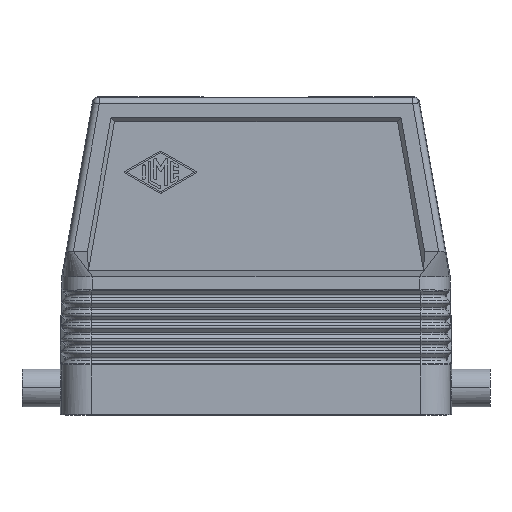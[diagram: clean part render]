
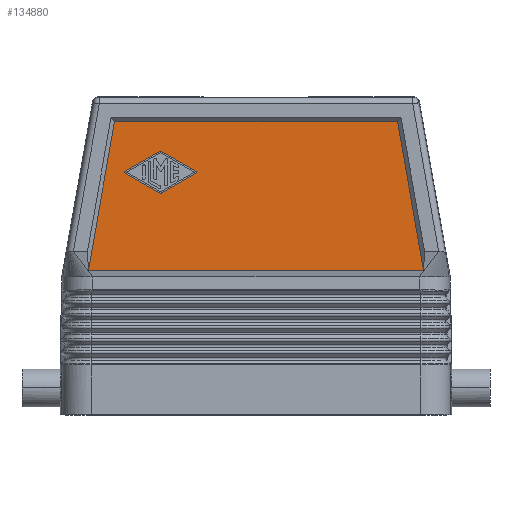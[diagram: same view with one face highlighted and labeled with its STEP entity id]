
A CAD part, left-side view. The second image highlights one B-rep face of the part: STEP entity #134880.
In plain terms, the highlighted planar face has unit normal (-1, 0, 0).
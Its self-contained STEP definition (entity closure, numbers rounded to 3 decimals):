
#34660=CARTESIAN_POINT('',(374.083,39.741,
53.277));
#34670=VERTEX_POINT('',#34660);
#34840=CARTESIAN_POINT('',(374.083,31.324,
58.088));
#34850=VERTEX_POINT('',#34840);
#34880=CARTESIAN_POINT('',(374.083,44.373,
50.63));
#34890=DIRECTION('',(0.,0.868,-0.496));
#34900=VECTOR('',#34890,1.);
#34910=LINE('',#34880,#34900);
#34920=EDGE_CURVE('',#34850,#34670,#34910,.T.);
#59580=CARTESIAN_POINT('',(374.083,31.324,
58.377));
#59590=VERTEX_POINT('',#59580);
#59760=CARTESIAN_POINT('',(374.083,39.741,
63.188));
#59770=VERTEX_POINT('',#59760);
#59800=CARTESIAN_POINT('',(374.083,44.373,
65.836));
#59810=DIRECTION('',(0.,-0.868,-0.496));
#59820=VECTOR('',#59810,1.);
#59830=LINE('',#59800,#59820);
#59840=EDGE_CURVE('',#59770,#59590,#59830,.T.);
#66140=CARTESIAN_POINT('',(374.083,40.072,
63.188));
#66150=VERTEX_POINT('',#66140);
#66320=CARTESIAN_POINT('',(374.083,48.488,
58.377));
#66330=VERTEX_POINT('',#66320);
#66360=CARTESIAN_POINT('',(374.083,44.373,
60.73));
#66370=DIRECTION('',(0.,-0.868,0.496));
#66380=VECTOR('',#66370,1.);
#66390=LINE('',#66360,#66380);
#66400=EDGE_CURVE('',#66330,#66150,#66390,.T.);
#127790=CARTESIAN_POINT('',(374.083,40.072,
53.277));
#127800=VERTEX_POINT('',#127790);
#127850=CARTESIAN_POINT('',(374.083,39.906,
53.566));
#127860=DIRECTION('',(-1.,0.,0.));
#127870=DIRECTION('',(0.,-1.,0.));
#127880=AXIS2_PLACEMENT_3D('',#127850,#127860,#127870);
#127890=CIRCLE('',#127880,0.333);
#127900=EDGE_CURVE('',#127800,#34670,#127890,.T.);
#133540=CARTESIAN_POINT('',(374.083,50.926,
70.233));
#133550=VERTEX_POINT('',#133540);
#133720=CARTESIAN_POINT('',(374.083,-16.613,
70.233));
#133730=VERTEX_POINT('',#133720);
#133760=CARTESIAN_POINT('',(374.083,44.373,
70.233));
#133770=DIRECTION('',(0.,1.,0.));
#133780=VECTOR('',#133770,1.);
#133790=LINE('',#133760,#133780);
#133800=EDGE_CURVE('',#133730,#133550,#133790,.T.);
#134030=CARTESIAN_POINT('',(374.083,-22.843,
34.87));
#134040=VERTEX_POINT('',#134030);
#134070=CARTESIAN_POINT('',(374.083,-26.831,
12.233));
#134080=DIRECTION('',(0.,0.174,0.985));
#134090=VECTOR('',#134080,1.);
#134100=LINE('',#134070,#134090);
#134110=EDGE_CURVE('',#134040,#133730,#134100,.T.);
#134300=CARTESIAN_POINT('',(374.083,-12.317,
48.893));
#134310=DIRECTION('',(1.,0.,0.));
#134320=DIRECTION('',(0.,1.,0.));
#134330=AXIS2_PLACEMENT_3D('',#134300,#134310,#134320);
#134340=PLANE('',#134330);
#134350=CARTESIAN_POINT('',(374.083,31.407,
58.233));
#134360=DIRECTION('',(-1.,0.,0.));
#134370=DIRECTION('',(0.,-1.,0.));
#134380=AXIS2_PLACEMENT_3D('',#134350,#134360,#134370);
#134390=CIRCLE('',#134380,0.167);
#134400=EDGE_CURVE('',#34850,#59590,#134390,.T.);
#134410=ORIENTED_EDGE('',*,*,#134400,.F.);
#134420=ORIENTED_EDGE('',*,*,#59840,.T.);
#134430=CARTESIAN_POINT('',(374.083,39.906,
62.899));
#134440=DIRECTION('',(-1.,0.,0.));
#134450=DIRECTION('',(0.,-1.,0.));
#134460=AXIS2_PLACEMENT_3D('',#134430,#134440,#134450);
#134470=CIRCLE('',#134460,0.333);
#134480=EDGE_CURVE('',#59770,#66150,#134470,.T.);
#134490=ORIENTED_EDGE('',*,*,#134480,.F.);
#134500=ORIENTED_EDGE('',*,*,#66400,.T.);
#134510=CARTESIAN_POINT('',(374.083,48.405,
58.233));
#134520=DIRECTION('',(-1.,0.,0.));
#134530=DIRECTION('',(0.,-1.,0.));
#134540=AXIS2_PLACEMENT_3D('',#134510,#134520,#134530);
#134550=CIRCLE('',#134540,0.167);
#134560=CARTESIAN_POINT('',(374.083,48.488,
58.088));
#134570=VERTEX_POINT('',#134560);
#134580=EDGE_CURVE('',#66330,#134570,#134550,.T.);
#134590=ORIENTED_EDGE('',*,*,#134580,.F.);
#134600=CARTESIAN_POINT('',(374.083,44.373,
55.735));
#134610=DIRECTION('',(0.,0.868,0.496));
#134620=VECTOR('',#134610,1.);
#134630=LINE('',#134600,#134620);
#134640=EDGE_CURVE('',#127800,#134570,#134630,.T.);
#134650=ORIENTED_EDGE('',*,*,#134640,.T.);
#134660=ORIENTED_EDGE('',*,*,#127900,.F.);
#134670=ORIENTED_EDGE('',*,*,#34920,.T.);
#134680=EDGE_LOOP('',(#134670,#134660,#134650,#134590,#134500,#134490,
#134420,#134410));
#134690=FACE_BOUND('',#134680,.T.);
#134700=CARTESIAN_POINT('',(374.083,44.373,
34.87));
#134710=DIRECTION('',(0.,1.,0.));
#134720=VECTOR('',#134710,1.);
#134730=LINE('',#134700,#134720);
#134740=CARTESIAN_POINT('',(374.083,57.156,
34.87));
#134750=VERTEX_POINT('',#134740);
#134760=EDGE_CURVE('',#134040,#134750,#134730,.T.);
#134770=ORIENTED_EDGE('',*,*,#134760,.F.);
#134780=CARTESIAN_POINT('',(374.083,61.144,
12.233));
#134790=DIRECTION('',(0.,-0.174,0.985));
#134800=VECTOR('',#134790,1.);
#134810=LINE('',#134780,#134800);
#134820=EDGE_CURVE('',#134750,#133550,#134810,.T.);
#134830=ORIENTED_EDGE('',*,*,#134820,.F.);
#134840=ORIENTED_EDGE('',*,*,#133800,.T.);
#134850=ORIENTED_EDGE('',*,*,#134110,.T.);
#134860=EDGE_LOOP('',(#134850,#134840,#134830,#134770));
#134870=FACE_OUTER_BOUND('',#134860,.T.);
#134880=ADVANCED_FACE('',(#134690,#134870),#134340,.F.);
